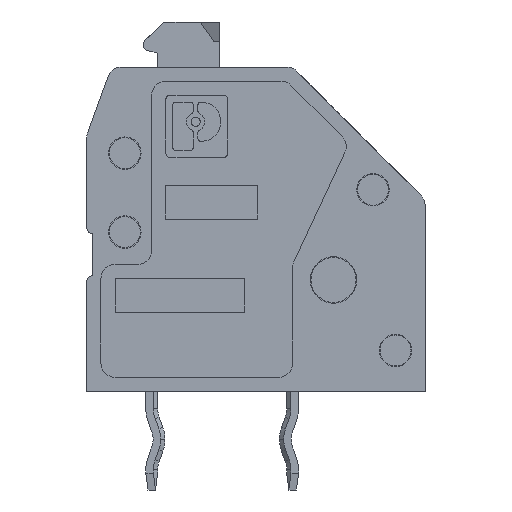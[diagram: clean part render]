
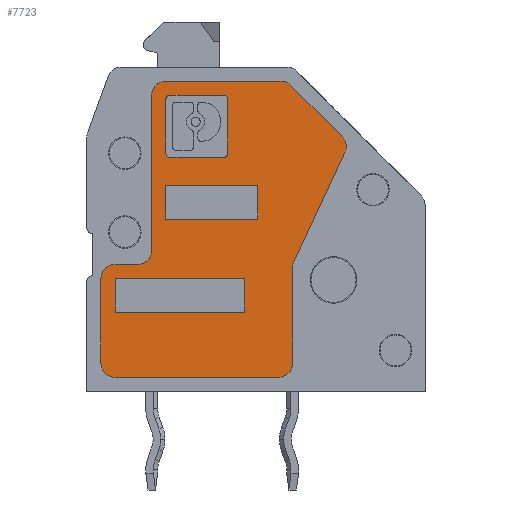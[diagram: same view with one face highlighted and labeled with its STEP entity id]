
A CAD part, left-side view. The second image highlights one B-rep face of the part: STEP entity #7723.
In plain terms, the highlighted planar face has unit normal (-1, 0, 0).
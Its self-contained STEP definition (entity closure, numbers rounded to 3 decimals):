
#6175=VERTEX_POINT('',#6176);
#6176=CARTESIAN_POINT('',(-1.48,2.8,8.686));
#6194=VERTEX_POINT('',#6195);
#6195=CARTESIAN_POINT('',(-1.48,2.946,9.039));
#6201=EDGE_CURVE('',#6194,#6175,#6202,.F.);
#6202=CIRCLE('',#6203,0.5);
#6203=AXIS2_PLACEMENT_3D('',#6204,#6205,#6206);
#6204=CARTESIAN_POINT('',(-1.48,3.3,8.686));
#6205=DIRECTION('',(-1.0,0.0,0.0));
#6206=DIRECTION('',(0.0,1.0,0.0));
#7723=ADVANCED_FACE('',(#7724,#7861,#7895,#7929),#7999,.T.);
#7724=FACE_BOUND('',#7725,.T.);
#7725=EDGE_LOOP('',(#7726,#7736,#7745,#7753,#7762,#7770,#7779,#7787,#7796,#7804,#7813,#7821,#7830,#7838,#7845,#7846,#7854));
#7726=ORIENTED_EDGE('',*,*,#7727,.T.);
#7727=EDGE_CURVE('',#7728,#7730,#7732,.F.);
#7728=VERTEX_POINT('',#7729);
#7729=CARTESIAN_POINT('',(-1.48,5.114,11.0));
#7730=VERTEX_POINT('',#7731);
#7731=CARTESIAN_POINT('',(-1.48,9.2,11.0));
#7732=LINE('',#7733,#7734);
#7733=CARTESIAN_POINT('',(-1.48,4.88,11.0));
#7734=VECTOR('',#7735,1.0);
#7735=DIRECTION('',(0.0,-1.0,0.0));
#7736=ORIENTED_EDGE('',*,*,#7737,.T.);
#7737=EDGE_CURVE('',#7730,#7738,#7740,.T.);
#7738=VERTEX_POINT('',#7739);
#7739=CARTESIAN_POINT('',(-1.48,9.7,10.5));
#7740=CIRCLE('',#7741,0.5);
#7741=AXIS2_PLACEMENT_3D('',#7742,#7743,#7744);
#7742=CARTESIAN_POINT('',(-1.48,9.2,10.5));
#7743=DIRECTION('',(-1.0,0.0,0.0));
#7744=DIRECTION('',(0.0,1.0,0.0));
#7745=ORIENTED_EDGE('',*,*,#7746,.T.);
#7746=EDGE_CURVE('',#7738,#7747,#7749,.F.);
#7747=VERTEX_POINT('',#7748);
#7748=CARTESIAN_POINT('',(-1.48,9.7,5.0));
#7749=LINE('',#7750,#7751);
#7750=CARTESIAN_POINT('',(-1.48,9.7,2.5));
#7751=VECTOR('',#7752,1.0);
#7752=DIRECTION('',(0.0,0.0,1.0));
#7753=ORIENTED_EDGE('',*,*,#7754,.T.);
#7754=EDGE_CURVE('',#7747,#7755,#7757,.F.);
#7755=VERTEX_POINT('',#7756);
#7756=CARTESIAN_POINT('',(-1.48,10.2,4.5));
#7757=CIRCLE('',#7758,0.5);
#7758=AXIS2_PLACEMENT_3D('',#7759,#7760,#7761);
#7759=CARTESIAN_POINT('',(-1.48,10.2,5.0));
#7760=DIRECTION('',(-1.0,0.0,0.0));
#7761=DIRECTION('',(0.0,1.0,0.0));
#7762=ORIENTED_EDGE('',*,*,#7763,.T.);
#7763=EDGE_CURVE('',#7755,#7764,#7766,.F.);
#7764=VERTEX_POINT('',#7765);
#7765=CARTESIAN_POINT('',(-1.48,11.0,4.5));
#7766=LINE('',#7767,#7768);
#7767=CARTESIAN_POINT('',(-1.48,5.78,4.5));
#7768=VECTOR('',#7769,1.0);
#7769=DIRECTION('',(0.0,-1.0,0.0));
#7770=ORIENTED_EDGE('',*,*,#7771,.T.);
#7771=EDGE_CURVE('',#7764,#7772,#7774,.T.);
#7772=VERTEX_POINT('',#7773);
#7773=CARTESIAN_POINT('',(-1.48,11.5,4.0));
#7774=CIRCLE('',#7775,0.5);
#7775=AXIS2_PLACEMENT_3D('',#7776,#7777,#7778);
#7776=CARTESIAN_POINT('',(-1.48,11.0,4.0));
#7777=DIRECTION('',(-1.0,0.0,0.0));
#7778=DIRECTION('',(0.0,1.0,0.0));
#7779=ORIENTED_EDGE('',*,*,#7780,.T.);
#7780=EDGE_CURVE('',#7772,#7781,#7783,.F.);
#7781=VERTEX_POINT('',#7782);
#7782=CARTESIAN_POINT('',(-1.48,11.5,1.0));
#7783=LINE('',#7784,#7785);
#7784=CARTESIAN_POINT('',(-1.48,11.5,0.5));
#7785=VECTOR('',#7786,1.0);
#7786=DIRECTION('',(0.0,0.0,1.0));
#7787=ORIENTED_EDGE('',*,*,#7788,.T.);
#7788=EDGE_CURVE('',#7781,#7789,#7791,.T.);
#7789=VERTEX_POINT('',#7790);
#7790=CARTESIAN_POINT('',(-1.48,11.0,0.5));
#7791=CIRCLE('',#7792,0.5);
#7792=AXIS2_PLACEMENT_3D('',#7793,#7794,#7795);
#7793=CARTESIAN_POINT('',(-1.48,11.0,1.0));
#7794=DIRECTION('',(-1.0,0.0,0.0));
#7795=DIRECTION('',(0.0,1.0,0.0));
#7796=ORIENTED_EDGE('',*,*,#7797,.T.);
#7797=EDGE_CURVE('',#7789,#7798,#7800,.F.);
#7798=VERTEX_POINT('',#7799);
#7799=CARTESIAN_POINT('',(-1.48,5.2,0.5));
#7800=LINE('',#7801,#7802);
#7801=CARTESIAN_POINT('',(-1.48,2.88,0.5));
#7802=VECTOR('',#7803,1.0);
#7803=DIRECTION('',(0.0,1.0,0.0));
#7804=ORIENTED_EDGE('',*,*,#7805,.T.);
#7805=EDGE_CURVE('',#7798,#7806,#7808,.T.);
#7806=VERTEX_POINT('',#7807);
#7807=CARTESIAN_POINT('',(-1.48,4.7,1.0));
#7808=CIRCLE('',#7809,0.5);
#7809=AXIS2_PLACEMENT_3D('',#7810,#7811,#7812);
#7810=CARTESIAN_POINT('',(-1.48,5.2,1.0));
#7811=DIRECTION('',(-1.0,0.0,0.0));
#7812=DIRECTION('',(0.0,1.0,0.0));
#7813=ORIENTED_EDGE('',*,*,#7814,.T.);
#7814=EDGE_CURVE('',#7806,#7815,#7817,.F.);
#7815=VERTEX_POINT('',#7816);
#7816=CARTESIAN_POINT('',(-1.48,4.7,4.389));
#7817=LINE('',#7818,#7819);
#7818=CARTESIAN_POINT('',(-1.48,4.7,2.195));
#7819=VECTOR('',#7820,1.0);
#7820=DIRECTION('',(0.0,0.0,-1.0));
#7821=ORIENTED_EDGE('',*,*,#7822,.T.);
#7822=EDGE_CURVE('',#7815,#7823,#7825,.F.);
#7823=VERTEX_POINT('',#7824);
#7824=CARTESIAN_POINT('',(-1.48,4.653,4.6));
#7825=CIRCLE('',#7826,0.5);
#7826=AXIS2_PLACEMENT_3D('',#7827,#7828,#7829);
#7827=CARTESIAN_POINT('',(-1.48,4.2,4.389));
#7828=DIRECTION('',(-1.0,0.0,0.0));
#7829=DIRECTION('',(0.0,1.0,0.0));
#7830=ORIENTED_EDGE('',*,*,#7831,.T.);
#7831=EDGE_CURVE('',#7823,#7832,#7834,.F.);
#7832=VERTEX_POINT('',#7833);
#7833=CARTESIAN_POINT('',(-1.48,2.847,8.474));
#7834=LINE('',#7835,#7836);
#7835=CARTESIAN_POINT('',(-1.48,4.266,5.432));
#7836=VECTOR('',#7837,1.0);
#7837=DIRECTION('',(0.0,0.423,-0.906));
#7838=ORIENTED_EDGE('',*,*,#7839,.T.);
#7839=EDGE_CURVE('',#7832,#6175,#7840,.T.);
#7840=CIRCLE('',#7841,0.5);
#7841=AXIS2_PLACEMENT_3D('',#7842,#7843,#7844);
#7842=CARTESIAN_POINT('',(-1.48,3.3,8.686));
#7843=DIRECTION('',(-1.0,0.0,0.0));
#7844=DIRECTION('',(0.0,1.0,0.0));
#7845=ORIENTED_EDGE('',*,*,#6201,.F.);
#7846=ORIENTED_EDGE('',*,*,#7847,.T.);
#7847=EDGE_CURVE('',#6194,#7848,#7850,.F.);
#7848=VERTEX_POINT('',#7849);
#7849=CARTESIAN_POINT('',(-1.48,4.761,10.854));
#7850=LINE('',#7851,#7852);
#7851=CARTESIAN_POINT('',(-1.48,0.997,7.09));
#7852=VECTOR('',#7853,1.0);
#7853=DIRECTION('',(0.0,-0.707,-0.707));
#7854=ORIENTED_EDGE('',*,*,#7855,.T.);
#7855=EDGE_CURVE('',#7848,#7728,#7856,.T.);
#7856=CIRCLE('',#7857,0.5);
#7857=AXIS2_PLACEMENT_3D('',#7858,#7859,#7860);
#7858=CARTESIAN_POINT('',(-1.48,5.114,10.5));
#7859=DIRECTION('',(-1.0,0.0,0.0));
#7860=DIRECTION('',(0.0,1.0,0.0));
#7861=FACE_BOUND('',#7862,.T.);
#7862=EDGE_LOOP('',(#7863,#7873,#7881,#7889));
#7863=ORIENTED_EDGE('',*,*,#7864,.T.);
#7864=EDGE_CURVE('',#7865,#7867,#7869,.T.);
#7865=VERTEX_POINT('',#7866);
#7866=CARTESIAN_POINT('',(-1.48,11.,2.81));
#7867=VERTEX_POINT('',#7868);
#7868=CARTESIAN_POINT('',(-1.48,11.,4.));
#7869=LINE('',#7870,#7871);
#7870=CARTESIAN_POINT('',(-1.48,11.,1.405));
#7871=VECTOR('',#7872,1.0);
#7872=DIRECTION('',(0.0,0.0,1.0));
#7873=ORIENTED_EDGE('',*,*,#7874,.T.);
#7874=EDGE_CURVE('',#7867,#7875,#7877,.T.);
#7875=VERTEX_POINT('',#7876);
#7876=CARTESIAN_POINT('',(-1.48,6.408,4.));
#7877=LINE('',#7878,#7879);
#7878=CARTESIAN_POINT('',(-1.48,5.78,4.));
#7879=VECTOR('',#7880,1.0);
#7880=DIRECTION('',(0.0,-1.0,0.0));
#7881=ORIENTED_EDGE('',*,*,#7882,.T.);
#7882=EDGE_CURVE('',#7875,#7883,#7885,.T.);
#7883=VERTEX_POINT('',#7884);
#7884=CARTESIAN_POINT('',(-1.48,6.408,2.81));
#7885=LINE('',#7886,#7887);
#7886=CARTESIAN_POINT('',(-1.48,6.408,2.));
#7887=VECTOR('',#7888,1.0);
#7888=DIRECTION('',(0.0,0.0,-1.0));
#7889=ORIENTED_EDGE('',*,*,#7890,.T.);
#7890=EDGE_CURVE('',#7883,#7865,#7891,.T.);
#7891=LINE('',#7892,#7893);
#7892=CARTESIAN_POINT('',(-1.48,3.484,2.81));
#7893=VECTOR('',#7894,1.0);
#7894=DIRECTION('',(0.0,1.0,0.0));
#7895=FACE_BOUND('',#7896,.T.);
#7896=EDGE_LOOP('',(#7897,#7907,#7915,#7923));
#7897=ORIENTED_EDGE('',*,*,#7898,.T.);
#7898=EDGE_CURVE('',#7899,#7901,#7903,.T.);
#7899=VERTEX_POINT('',#7900);
#7900=CARTESIAN_POINT('',(-1.48,5.934,7.3));
#7901=VERTEX_POINT('',#7902);
#7902=CARTESIAN_POINT('',(-1.48,5.934,6.11));
#7903=LINE('',#7904,#7905);
#7904=CARTESIAN_POINT('',(-1.48,5.934,3.65));
#7905=VECTOR('',#7906,1.0);
#7906=DIRECTION('',(0.0,0.0,-1.0));
#7907=ORIENTED_EDGE('',*,*,#7908,.T.);
#7908=EDGE_CURVE('',#7901,#7909,#7911,.T.);
#7909=VERTEX_POINT('',#7910);
#7910=CARTESIAN_POINT('',(-1.48,9.2,6.11));
#7911=LINE('',#7912,#7913);
#7912=CARTESIAN_POINT('',(-1.48,3.247,6.11));
#7913=VECTOR('',#7914,1.0);
#7914=DIRECTION('',(0.0,1.0,0.0));
#7915=ORIENTED_EDGE('',*,*,#7916,.T.);
#7916=EDGE_CURVE('',#7909,#7917,#7919,.T.);
#7917=VERTEX_POINT('',#7918);
#7918=CARTESIAN_POINT('',(-1.48,9.2,7.3));
#7919=LINE('',#7920,#7921);
#7920=CARTESIAN_POINT('',(-1.48,9.2,3.055));
#7921=VECTOR('',#7922,1.0);
#7922=DIRECTION('',(0.0,0.0,1.0));
#7923=ORIENTED_EDGE('',*,*,#7924,.T.);
#7924=EDGE_CURVE('',#7917,#7899,#7925,.T.);
#7925=LINE('',#7926,#7927);
#7926=CARTESIAN_POINT('',(-1.48,4.88,7.3));
#7927=VECTOR('',#7928,1.0);
#7928=DIRECTION('',(0.0,-1.0,0.0));
#7929=FACE_BOUND('',#7930,.T.);
#7930=EDGE_LOOP('',(#7931,#7942,#7950,#7959,#7967,#7976,#7984,#7993));
#7931=ORIENTED_EDGE('',*,*,#7932,.T.);
#7932=EDGE_CURVE('',#7933,#7935,#7937,.F.);
#7933=VERTEX_POINT('',#7934);
#7934=CARTESIAN_POINT('',(-1.48,9.054,8.3));
#7935=VERTEX_POINT('',#7936);
#7936=CARTESIAN_POINT('',(-1.48,9.2,8.446));
#7937=CIRCLE('',#7938,0.146);
#7938=AXIS2_PLACEMENT_3D('',#7939,#7940,#7941);
#7939=CARTESIAN_POINT('',(-1.48,9.054,8.446));
#7940=DIRECTION('',(-1.0,0.0,0.0));
#7941=DIRECTION('',(0.0,-1.0,0.0));
#7942=ORIENTED_EDGE('',*,*,#7943,.T.);
#7943=EDGE_CURVE('',#7935,#7944,#7946,.T.);
#7944=VERTEX_POINT('',#7945);
#7945=CARTESIAN_POINT('',(-1.48,9.2,10.354));
#7946=LINE('',#7947,#7948);
#7947=CARTESIAN_POINT('',(-1.48,9.2,4.223));
#7948=VECTOR('',#7949,1.0);
#7949=DIRECTION('',(0.0,0.0,1.0));
#7950=ORIENTED_EDGE('',*,*,#7951,.T.);
#7951=EDGE_CURVE('',#7944,#7952,#7954,.F.);
#7952=VERTEX_POINT('',#7953);
#7953=CARTESIAN_POINT('',(-1.48,9.054,10.5));
#7954=CIRCLE('',#7955,0.146);
#7955=AXIS2_PLACEMENT_3D('',#7956,#7957,#7958);
#7956=CARTESIAN_POINT('',(-1.48,9.054,10.354));
#7957=DIRECTION('',(-1.0,0.0,0.0));
#7958=DIRECTION('',(0.0,-1.0,0.0));
#7959=ORIENTED_EDGE('',*,*,#7960,.T.);
#7960=EDGE_CURVE('',#7952,#7961,#7963,.T.);
#7961=VERTEX_POINT('',#7962);
#7962=CARTESIAN_POINT('',(-1.48,7.149,10.5));
#7963=LINE('',#7964,#7965);
#7964=CARTESIAN_POINT('',(-1.48,4.807,10.5));
#7965=VECTOR('',#7966,1.0);
#7966=DIRECTION('',(0.0,-1.0,0.0));
#7967=ORIENTED_EDGE('',*,*,#7968,.T.);
#7968=EDGE_CURVE('',#7961,#7969,#7971,.F.);
#7969=VERTEX_POINT('',#7970);
#7970=CARTESIAN_POINT('',(-1.48,7.003,10.354));
#7971=CIRCLE('',#7972,0.146);
#7972=AXIS2_PLACEMENT_3D('',#7973,#7974,#7975);
#7973=CARTESIAN_POINT('',(-1.48,7.149,10.354));
#7974=DIRECTION('',(-1.0,0.0,0.0));
#7975=DIRECTION('',(0.0,-1.0,0.0));
#7976=ORIENTED_EDGE('',*,*,#7977,.T.);
#7977=EDGE_CURVE('',#7969,#7978,#7980,.T.);
#7978=VERTEX_POINT('',#7979);
#7979=CARTESIAN_POINT('',(-1.48,7.003,8.446));
#7980=LINE('',#7981,#7982);
#7981=CARTESIAN_POINT('',(-1.48,7.003,5.177));
#7982=VECTOR('',#7983,1.0);
#7983=DIRECTION('',(0.0,0.0,-1.0));
#7984=ORIENTED_EDGE('',*,*,#7985,.T.);
#7985=EDGE_CURVE('',#7978,#7986,#7988,.F.);
#7986=VERTEX_POINT('',#7987);
#7987=CARTESIAN_POINT('',(-1.48,7.149,8.3));
#7988=CIRCLE('',#7989,0.146);
#7989=AXIS2_PLACEMENT_3D('',#7990,#7991,#7992);
#7990=CARTESIAN_POINT('',(-1.48,7.149,8.446));
#7991=DIRECTION('',(-1.0,0.0,0.0));
#7992=DIRECTION('',(0.0,-1.0,0.0));
#7993=ORIENTED_EDGE('',*,*,#7994,.T.);
#7994=EDGE_CURVE('',#7986,#7933,#7995,.T.);
#7995=LINE('',#7996,#7997);
#7996=CARTESIAN_POINT('',(-1.48,3.855,8.3));
#7997=VECTOR('',#7998,1.0);
#7998=DIRECTION('',(0.0,1.0,0.0));
#7999=PLANE('',#8000);
#8000=AXIS2_PLACEMENT_3D('',#8001,#8002,#8003);
#8001=CARTESIAN_POINT('',(-1.48,0.561,0.));
#8002=DIRECTION('',(-1.0,0.0,0.0));
#8003=DIRECTION('',(0.0,-1.0,0.0));
